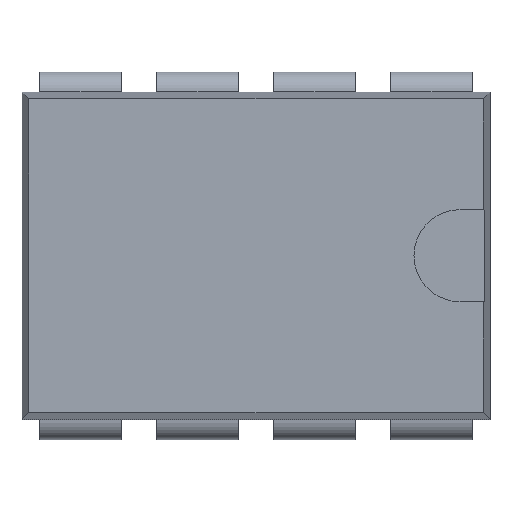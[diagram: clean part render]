
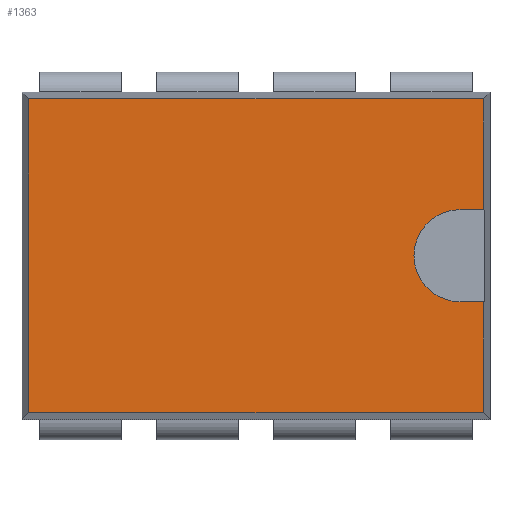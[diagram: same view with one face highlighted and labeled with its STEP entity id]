
A CAD part, top view. The second image highlights one B-rep face of the part: STEP entity #1363.
In plain terms, the highlighted planar face has unit normal (0, 0, 1).
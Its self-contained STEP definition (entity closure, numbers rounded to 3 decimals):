
#1363=ADVANCED_FACE('0:230',(#3006),#3007,.T.);
#3006=FACE_OUTER_BOUND('',#5034,.T.);
#3007=PLANE('',#5035);
#5034=EDGE_LOOP('',(#8699,#8700,#8701,#8702,#8703,#8704,#8705,#8706,#8707));
#5035=AXIS2_PLACEMENT_3D('',#8708,#8709,#8710);
#8699=ORIENTED_EDGE('',*,*,#12460,.T.);
#8700=ORIENTED_EDGE('',*,*,#12467,.T.);
#8701=ORIENTED_EDGE('',*,*,#12447,.T.);
#8702=ORIENTED_EDGE('',*,*,#12465,.T.);
#8703=ORIENTED_EDGE('',*,*,#12456,.F.);
#8704=ORIENTED_EDGE('',*,*,#12469,.F.);
#8705=ORIENTED_EDGE('',*,*,#12470,.F.);
#8706=ORIENTED_EDGE('',*,*,#12471,.F.);
#8707=ORIENTED_EDGE('',*,*,#12452,.F.);
#8708=CARTESIAN_POINT('',(-5.08,-3.555,1.46));
#8709=DIRECTION('',(0.,0.,1.0));
#8710=DIRECTION('',(0.0,-1.0,0.));
#12447=EDGE_CURVE('0:638',#15035,#15039,#15041,.T.);
#12452=EDGE_CURVE('0:604',#15048,#15050,#15051,.T.);
#12456=EDGE_CURVE('0:616',#15056,#15043,#15058,.T.);
#12460=EDGE_CURVE('0:624',#15048,#15062,#15064,.T.);
#12465=EDGE_CURVE('0:633',#15039,#15043,#15069,.T.);
#12467=EDGE_CURVE('0:638',#15062,#15035,#15071,.T.);
#12469=EDGE_CURVE('0:641',#15073,#15056,#15074,.T.);
#12470=EDGE_CURVE('0:644',#15075,#15073,#15076,.T.);
#12471=EDGE_CURVE('0:647',#15050,#15075,#15077,.T.);
#15035=VERTEX_POINT('',#18827);
#15039=VERTEX_POINT('',#18832);
#15041=CIRCLE('',#18835,1.0);
#15043=VERTEX_POINT('',#18837);
#15048=VERTEX_POINT('',#18844);
#15050=VERTEX_POINT('',#18847);
#15051=LINE('',#18848,#18849);
#15056=VERTEX_POINT('',#18856);
#15058=LINE('',#18859,#18860);
#15062=VERTEX_POINT('',#18865);
#15064=LINE('',#18868,#18869);
#15069=LINE('',#18875,#18876);
#15071=CIRCLE('',#18878,1.0);
#15073=VERTEX_POINT('',#18880);
#15074=LINE('',#18881,#18882);
#15075=VERTEX_POINT('',#18883);
#15076=LINE('',#18884,#18885);
#15077=LINE('',#18886,#18887);
#18827=CARTESIAN_POINT('',(3.43,0.,1.46));
#18832=CARTESIAN_POINT('',(4.43,1.,1.46));
#18835=AXIS2_PLACEMENT_3D('',#21861,#21862,#21863);
#18837=CARTESIAN_POINT('',(4.93,1.,1.46));
#18844=CARTESIAN_POINT('',(4.93,-1.0,1.46));
#18847=CARTESIAN_POINT('',(4.93,-3.405,1.46));
#18848=CARTESIAN_POINT('',(4.93,-1.778,1.46));
#18849=VECTOR('',#21867,10.0);
#18856=CARTESIAN_POINT('',(4.93,3.405,1.46));
#18859=CARTESIAN_POINT('',(4.93,-1.778,1.46));
#18860=VECTOR('',#21871,10.0);
#18865=CARTESIAN_POINT('',(4.43,-1.0,1.46));
#18868=CARTESIAN_POINT('',(-0.325,-1.0,1.46));
#18869=VECTOR('',#21874,10.0);
#18875=CARTESIAN_POINT('',(-0.075,1.,1.46));
#18876=VECTOR('',#21879,10.0);
#18878=AXIS2_PLACEMENT_3D('',#21880,#21881,#21882);
#18880=CARTESIAN_POINT('',(-4.93,3.405,1.46));
#18881=CARTESIAN_POINT('',(-5.08,3.405,1.46));
#18882=VECTOR('',#21883,10.0);
#18883=CARTESIAN_POINT('',(-4.93,-3.405,1.46));
#18884=CARTESIAN_POINT('',(-4.93,-1.778,1.46));
#18885=VECTOR('',#21884,10.0);
#18886=CARTESIAN_POINT('',(-5.08,-3.405,1.46));
#18887=VECTOR('',#21885,10.0);
#21861=CARTESIAN_POINT('',(4.43,0.,1.46));
#21862=DIRECTION('',(0.,0.,-1.0));
#21863=DIRECTION('',(-1.0,0.,0.));
#21867=DIRECTION('',(0.,-1.0,0.0));
#21871=DIRECTION('',(0.,-1.0,0.0));
#21874=DIRECTION('',(-1.0,0.,0.));
#21879=DIRECTION('',(1.0,0.,0.));
#21880=CARTESIAN_POINT('',(4.43,0.,1.46));
#21881=DIRECTION('',(0.,0.,-1.0));
#21882=DIRECTION('',(-1.0,0.,0.));
#21883=DIRECTION('',(1.0,0.,0.));
#21884=DIRECTION('',(0.,1.0,0.0));
#21885=DIRECTION('',(-1.0,0.,0.));
